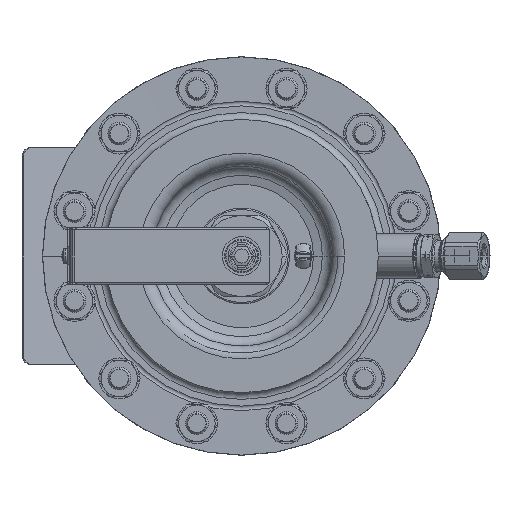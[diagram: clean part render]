
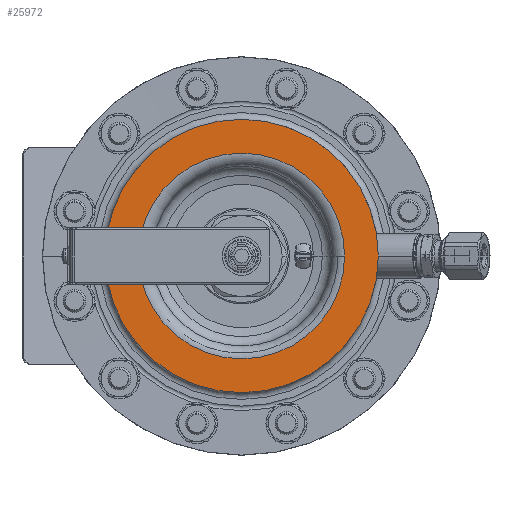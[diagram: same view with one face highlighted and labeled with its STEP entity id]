
A CAD part, front view. The second image highlights one B-rep face of the part: STEP entity #25972.
In plain terms, the highlighted planar face has unit normal (0, -1, 0).
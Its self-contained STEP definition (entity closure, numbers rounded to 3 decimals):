
#25621=CARTESIAN_POINT('',(0.,-0.677,0.));
#25622=DIRECTION('',(0.,-1.,0.));
#25623=DIRECTION('',(-1.,0.,0.));
#25624=AXIS2_PLACEMENT_3D('',#25621,#25622,#25623);
#25626=CARTESIAN_POINT('',(0.,-0.677,0.));
#25627=DIRECTION('',(0.,1.,0.));
#25628=DIRECTION('',(-1.,0.,0.));
#25629=AXIS2_PLACEMENT_3D('',#25626,#25627,#25628);
#25631=CARTESIAN_POINT('',(0.,-0.677,0.));
#25632=DIRECTION('',(0.,1.,0.));
#25633=DIRECTION('',(-1.,0.,0.));
#25634=AXIS2_PLACEMENT_3D('',#25631,#25632,#25633);
#25646=CARTESIAN_POINT('',(0.,-0.677,0.));
#25647=DIRECTION('',(0.,-1.,0.));
#25648=DIRECTION('',(-1.,0.,0.));
#25649=AXIS2_PLACEMENT_3D('',#25646,#25647,#25648);
#25887=CARTESIAN_POINT('',(-45.182,-0.677,0.));
#25889=VERTEX_POINT('',#25887);
#25896=CARTESIAN_POINT('',(-60.,-0.677,0.));
#25898=VERTEX_POINT('',#25896);
#25899=CARTESIAN_POINT('',(45.182,-0.677,
0.));
#25901=VERTEX_POINT('',#25899);
#25908=CARTESIAN_POINT('',(60.,-0.677,0.));
#25910=VERTEX_POINT('',#25908);
#25955=CARTESIAN_POINT('',(0.,-0.677,0.));
#25956=DIRECTION('',(0.,1.,0.));
#25957=DIRECTION('',(1.,0.,0.));
#25958=AXIS2_PLACEMENT_3D('',#25955,#25956,#25957);
#25959=PLANE('',#25958);
#25961=ORIENTED_EDGE('',*,*,#25960,.F.);
#25963=ORIENTED_EDGE('',*,*,#25962,.T.);
#25964=EDGE_LOOP('',(#25961,#25963));
#25965=FACE_OUTER_BOUND('',#25964,.F.);
#25967=ORIENTED_EDGE('',*,*,#25966,.F.);
#25969=ORIENTED_EDGE('',*,*,#25968,.T.);
#25970=EDGE_LOOP('',(#25967,#25969));
#25971=FACE_BOUND('',#25970,.F.);
#25972=ADVANCED_FACE('',(#25965,#25971),#25959,.F.);
#25625=CIRCLE('',#25624,60.);
#25630=CIRCLE('',#25629,60.);
#25635=CIRCLE('',#25634,45.182);
#25650=CIRCLE('',#25649,45.182);
#25960=EDGE_CURVE('',#25898,#25910,#25625,.T.);
#25962=EDGE_CURVE('',#25898,#25910,#25630,.T.);
#25966=EDGE_CURVE('',#25889,#25901,#25635,.T.);
#25968=EDGE_CURVE('',#25889,#25901,#25650,.T.);
